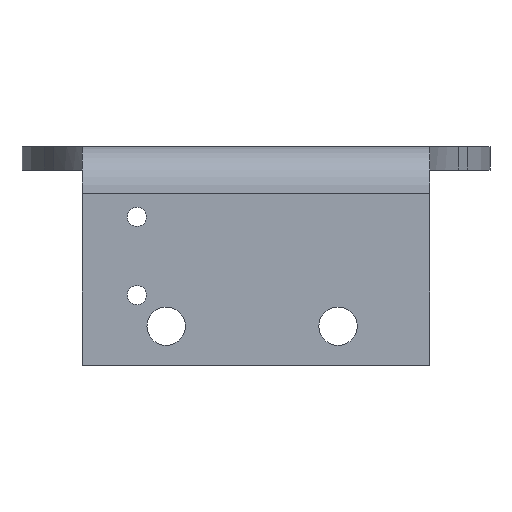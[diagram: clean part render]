
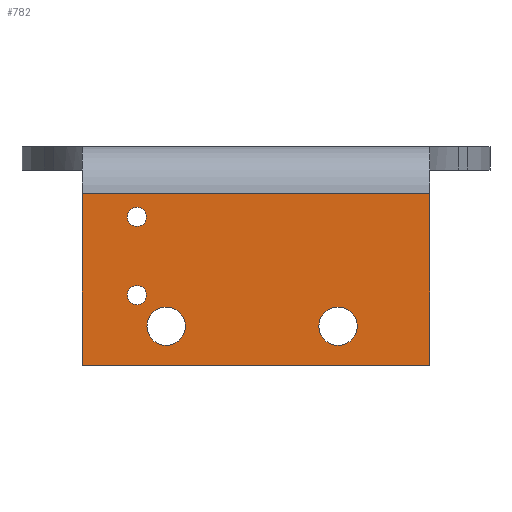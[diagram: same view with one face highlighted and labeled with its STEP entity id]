
A CAD part, front view. The second image highlights one B-rep face of the part: STEP entity #782.
In plain terms, the highlighted planar face has unit normal (0, -1, 0).
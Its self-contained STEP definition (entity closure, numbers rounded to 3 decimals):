
#72=FACE_BOUND('',#208,.T.);
#73=FACE_BOUND('',#209,.T.);
#74=FACE_BOUND('',#210,.T.);
#75=FACE_BOUND('',#211,.T.);
#98=CIRCLE('',#828,2.459);
#99=CIRCLE('',#830,2.459);
#100=CIRCLE('',#832,1.23);
#101=CIRCLE('',#834,1.23);
#160=FACE_OUTER_BOUND('',#207,.T.);
#207=EDGE_LOOP('',(#696,#697,#698,#699));
#208=EDGE_LOOP('',(#700));
#209=EDGE_LOOP('',(#701));
#210=EDGE_LOOP('',(#702));
#211=EDGE_LOOP('',(#703));
#221=LINE('',#1101,#278);
#228=LINE('',#1118,#285);
#270=LINE('',#1383,#327);
#276=LINE('',#1401,#333);
#278=VECTOR('',#887,10.);
#285=VECTOR('',#900,10.);
#327=VECTOR('',#1068,10.);
#333=VECTOR('',#1090,10.);
#334=VERTEX_POINT('',#1097);
#336=VERTEX_POINT('',#1100);
#343=VERTEX_POINT('',#1116);
#359=VERTEX_POINT('',#1158);
#360=VERTEX_POINT('',#1162);
#361=VERTEX_POINT('',#1166);
#362=VERTEX_POINT('',#1170);
#403=VERTEX_POINT('',#1382);
#409=EDGE_CURVE('',#336,#334,#221,.T.);
#418=EDGE_CURVE('',#334,#343,#228,.T.);
#439=EDGE_CURVE('',#359,#359,#98,.T.);
#441=EDGE_CURVE('',#360,#360,#99,.T.);
#443=EDGE_CURVE('',#361,#361,#100,.T.);
#445=EDGE_CURVE('',#362,#362,#101,.T.);
#506=EDGE_CURVE('',#403,#336,#270,.T.);
#516=EDGE_CURVE('',#403,#343,#276,.T.);
#696=ORIENTED_EDGE('',*,*,#409,.T.);
#697=ORIENTED_EDGE('',*,*,#418,.T.);
#698=ORIENTED_EDGE('',*,*,#516,.F.);
#699=ORIENTED_EDGE('',*,*,#506,.T.);
#700=ORIENTED_EDGE('',*,*,#439,.T.);
#701=ORIENTED_EDGE('',*,*,#441,.T.);
#702=ORIENTED_EDGE('',*,*,#443,.T.);
#703=ORIENTED_EDGE('',*,*,#445,.T.);
#746=PLANE('',#879);
#782=ADVANCED_FACE('',(#160,#72,#73,#74,#75),#746,.F.);
#828=AXIS2_PLACEMENT_3D('',#1160,#945,#946);
#830=AXIS2_PLACEMENT_3D('',#1164,#950,#951);
#832=AXIS2_PLACEMENT_3D('',#1168,#955,#956);
#834=AXIS2_PLACEMENT_3D('',#1172,#960,#961);
#879=AXIS2_PLACEMENT_3D('',#1400,#1088,#1089);
#887=DIRECTION('',(1.,0.,0.));
#900=DIRECTION('',(0.,0.,1.));
#945=DIRECTION('center_axis',(0.,1.,0.));
#946=DIRECTION('ref_axis',(1.,0.,0.));
#950=DIRECTION('center_axis',(0.,1.,0.));
#951=DIRECTION('ref_axis',(1.,0.,0.));
#955=DIRECTION('center_axis',(0.,1.,0.));
#956=DIRECTION('ref_axis',(1.,0.,0.));
#960=DIRECTION('center_axis',(0.,1.,0.));
#961=DIRECTION('ref_axis',(1.,0.,0.));
#1068=DIRECTION('',(0.,0.,-1.));
#1088=DIRECTION('center_axis',(0.,1.,0.));
#1089=DIRECTION('ref_axis',(1.,0.,0.));
#1090=DIRECTION('',(1.,0.,0.));
#1097=CARTESIAN_POINT('',(57.25,0.,-28.));
#1100=CARTESIAN_POINT('',(12.75,0.,-28.));
#1101=CARTESIAN_POINT('',(15.975,0.,-28.));
#1116=CARTESIAN_POINT('',(57.25,0.,-6.));
#1118=CARTESIAN_POINT('',(57.25,0.,-14.));
#1158=CARTESIAN_POINT('',(21.04,0.,-23.));
#1160=CARTESIAN_POINT('Origin',(23.498,0.,-23.));
#1162=CARTESIAN_POINT('',(43.04,0.,-23.));
#1164=CARTESIAN_POINT('Origin',(45.498,0.,-23.));
#1166=CARTESIAN_POINT('',(18.521,0.,-9.));
#1168=CARTESIAN_POINT('Origin',(19.75,0.,-9.));
#1170=CARTESIAN_POINT('',(18.521,0.,-19.));
#1172=CARTESIAN_POINT('Origin',(19.75,0.,-19.));
#1382=CARTESIAN_POINT('',(12.75,0.,-6.));
#1383=CARTESIAN_POINT('',(12.75,0.,-14.));
#1400=CARTESIAN_POINT('Origin',(35.,0.,-28.));
#1401=CARTESIAN_POINT('',(35.,0.,-6.));
